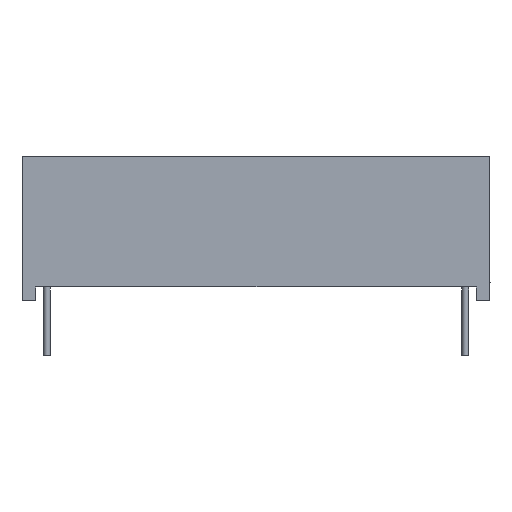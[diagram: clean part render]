
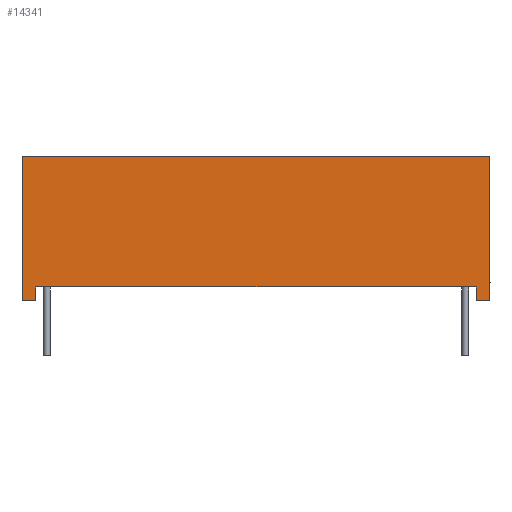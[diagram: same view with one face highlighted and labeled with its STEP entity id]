
A CAD part, left-side view. The second image highlights one B-rep face of the part: STEP entity #14341.
In plain terms, the highlighted planar face has unit normal (-1, 0, 0).
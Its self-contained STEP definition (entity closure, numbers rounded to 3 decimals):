
#1557 = CARTESIAN_POINT ( 'NONE',  ( -12., -10.5, 16. ) ) ;
#1558 = DIRECTION ( 'NONE',  ( 0., 0., 1. ) ) ;
#1559 = VECTOR ( 'NONE', #1558, 1000. ) ;
#1560 = CARTESIAN_POINT ( 'NONE',  ( -12., -10.5, 0. ) ) ;
#1561 = LINE ( 'NONE', #1560, #1559 ) ;
#1562 = CARTESIAN_POINT ( 'NONE',  ( -12., -10.5, 17. ) ) ;
#1705 = CARTESIAN_POINT ( 'NONE',  ( -12., 0., 17. ) ) ;
#1775 = CARTESIAN_POINT ( 'NONE',  ( -12., -10.5, -17. ) ) ;
#1776 = DIRECTION ( 'NONE',  ( 0., 0., 1. ) ) ;
#1777 = VECTOR ( 'NONE', #1776, 1000. ) ;
#1778 = CARTESIAN_POINT ( 'NONE',  ( -12., -10.5, 0. ) ) ;
#1779 = LINE ( 'NONE', #1778, #1777 ) ;
#1780 = CARTESIAN_POINT ( 'NONE',  ( -12., -10.5, -16. ) ) ;
#1839 = DIRECTION ( 'NONE',  ( 0., 0., -1. ) ) ;
#1840 = VECTOR ( 'NONE', #1839, 1000. ) ;
#1841 = CARTESIAN_POINT ( 'NONE',  ( -12., 0., 0. ) ) ;
#1842 = LINE ( 'NONE', #1841, #1840 ) ;
#1843 = CARTESIAN_POINT ( 'NONE',  ( -12., 0., -17. ) ) ;
#2115 = CARTESIAN_POINT ( 'NONE',  ( -12., -9.5, -16. ) ) ;
#2116 = DIRECTION ( 'NONE',  ( 0., -1., 0. ) ) ;
#2117 = VECTOR ( 'NONE', #2116, 1000. ) ;
#2118 = CARTESIAN_POINT ( 'NONE',  ( -12., -5.25, -16. ) ) ;
#2119 = LINE ( 'NONE', #2118, #2117 ) ;
#2134 = DIRECTION ( 'NONE',  ( 0., 1., 0. ) ) ;
#2135 = VECTOR ( 'NONE', #2134, 1000. ) ;
#2136 = CARTESIAN_POINT ( 'NONE',  ( -12., -10.5, 17. ) ) ;
#2137 = LINE ( 'NONE', #2136, #2135 ) ;
#2143 = VECTOR ( 'NONE', #2209, 1000. ) ;
#2144 = CARTESIAN_POINT ( 'NONE',  ( -12., -10.5, 16. ) ) ;
#2145 = LINE ( 'NONE', #2144, #2143 ) ;
#2208 = CARTESIAN_POINT ( 'NONE',  ( -12., -9.5, 16. ) ) ;
#2209 = DIRECTION ( 'NONE',  ( 0., -1., 0. ) ) ;
#2240 = LINE ( 'NONE', #2290, #2289 ) ;
#2288 = DIRECTION ( 'NONE',  ( 0., 0., -1. ) ) ;
#2289 = VECTOR ( 'NONE', #2288, 1000. ) ;
#2290 = CARTESIAN_POINT ( 'NONE',  ( -12., -9.5, -17. ) ) ;
#2292 = DIRECTION ( 'NONE',  ( 0., -1., 0. ) ) ;
#2293 = VECTOR ( 'NONE', #2292, 1000. ) ;
#2294 = CARTESIAN_POINT ( 'NONE',  ( -12., -10.5, -17. ) ) ;
#2295 = LINE ( 'NONE', #2294, #2293 ) ;
#2296 = DIRECTION ( 'NONE',  ( 0., 0., 1. ) ) ;
#2297 = DIRECTION ( 'NONE',  ( -1., 0., 0. ) ) ;
#2298 = CARTESIAN_POINT ( 'NONE',  ( -12., -10.5, 0. ) ) ;
#2299 = AXIS2_PLACEMENT_3D ( 'NONE', #2298, #2297, #2296 ) ;
#2301 = PLANE ( 'NONE',  #2299 ) ;
#2317 = FACE_OUTER_BOUND ( 'NONE', #14342, .T. ) ;
#13833 = VERTEX_POINT ( 'NONE', #1562 ) ;
#13835 = EDGE_CURVE ( 'NONE', #13836, #13833, #1561, .T. ) ;
#13836 = VERTEX_POINT ( 'NONE', #1557 ) ;
#13883 = VERTEX_POINT ( 'NONE', #1705 ) ;
#13906 = VERTEX_POINT ( 'NONE', #1780 ) ;
#13908 = EDGE_CURVE ( 'NONE', #13909, #13906, #1779, .T. ) ;
#13909 = VERTEX_POINT ( 'NONE', #1775 ) ;
#13959 = VERTEX_POINT ( 'NONE', #1843 ) ;
#13961 = EDGE_CURVE ( 'NONE', #13883, #13959, #1842, .T. ) ;
#14182 = EDGE_CURVE ( 'NONE', #13833, #13883, #2137, .T. ) ;
#14267 = ORIENTED_EDGE ( 'NONE', *, *, #14268, .F. ) ;
#14268 = EDGE_CURVE ( 'NONE', #14269, #13906, #2119, .T. ) ;
#14269 = VERTEX_POINT ( 'NONE', #2115 ) ;
#14270 = ORIENTED_EDGE ( 'NONE', *, *, #14327, .F. ) ;
#14281 = EDGE_CURVE ( 'NONE', #14282, #13836, #2145, .T. ) ;
#14282 = VERTEX_POINT ( 'NONE', #2208 ) ;
#14327 = EDGE_CURVE ( 'NONE', #14282, #14269, #2240, .T. ) ;
#14328 = ORIENTED_EDGE ( 'NONE', *, *, #14281, .T. ) ;
#14329 = ORIENTED_EDGE ( 'NONE', *, *, #13835, .T. ) ;
#14330 = ORIENTED_EDGE ( 'NONE', *, *, #14182, .T. ) ;
#14341 = ADVANCED_FACE ( 'NONE', ( #2317 ), #2301, .T. ) ;
#14342 = EDGE_LOOP ( 'NONE', ( #14343, #14344, #14346, #14267, #14270, #14328, #14329, #14330 ) ) ;
#14343 = ORIENTED_EDGE ( 'NONE', *, *, #13961, .T. ) ;
#14344 = ORIENTED_EDGE ( 'NONE', *, *, #14345, .T. ) ;
#14345 = EDGE_CURVE ( 'NONE', #13959, #13909, #2295, .T. ) ;
#14346 = ORIENTED_EDGE ( 'NONE', *, *, #13908, .T. ) ;
